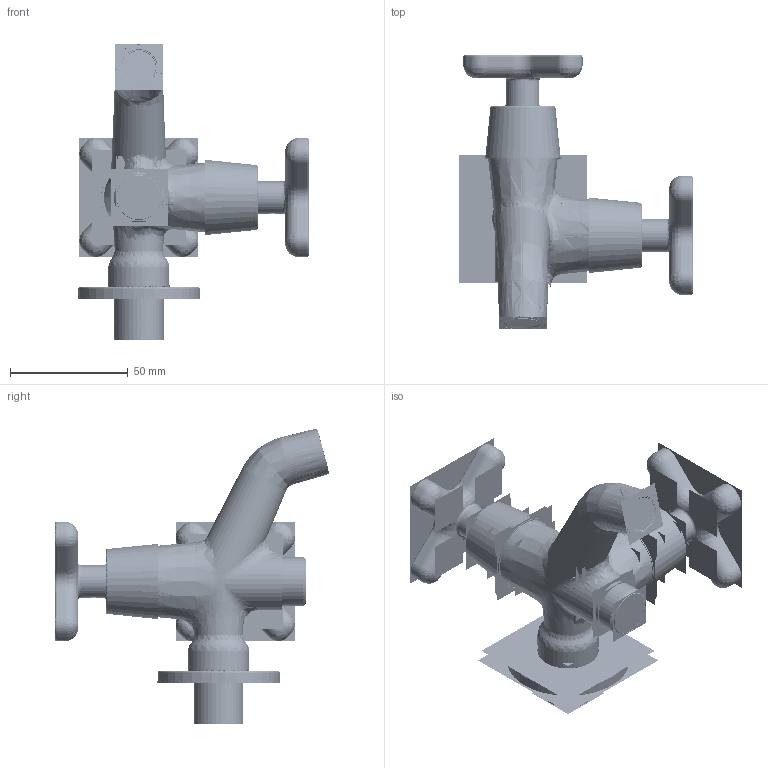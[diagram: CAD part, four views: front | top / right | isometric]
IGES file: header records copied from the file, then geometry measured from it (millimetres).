
Start section:  PTC IGES file: 3D_FFAST703-6T1500BT0_D0.igs
Global section: file name: 3D_FFAST703-6T1500BT0_D0.igs; native system: Creo Parametric by PTC Inc.; preprocessor: 2019224; author: 10114290; organization: Unknown; date: 20210811.092313; units: millimetre
Bounding box: 99.14 x 116.59 x 125.53 mm (x, y, z)
Surface area: 2483607 mm2 (no closed solid volume)
Topology: 0 solids, 0 shells, 3634 faces, 63891 edges, 83265 vertices
Faces by surface type: revolution 2004, bspline 1630
